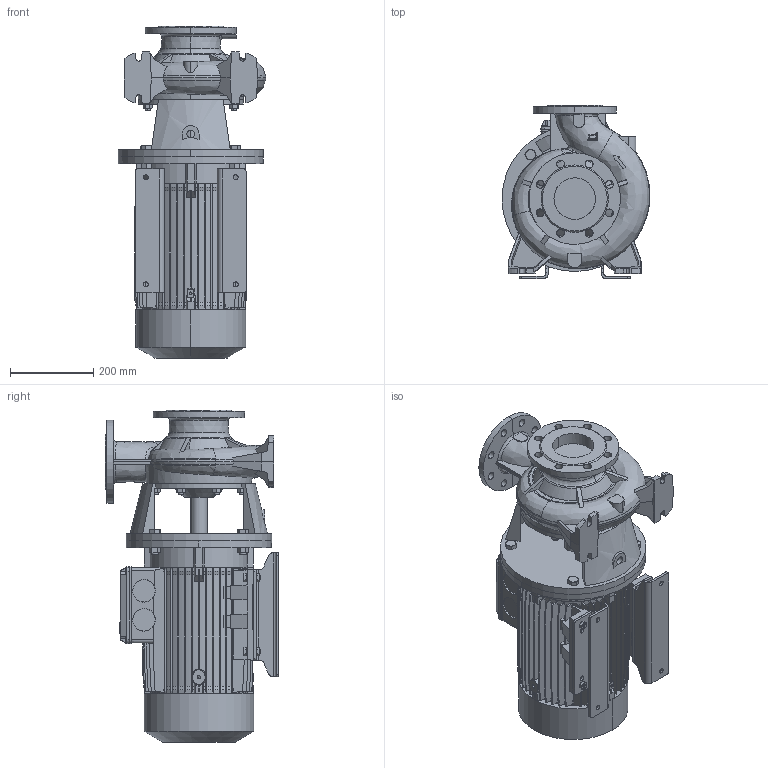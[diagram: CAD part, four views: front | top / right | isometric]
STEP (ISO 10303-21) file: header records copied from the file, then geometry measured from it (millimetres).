
FILE_DESCRIPTION (( 'STEP AP214' ), '1' );
FILE_NAME ('4.93.603.45swa01.step', '2022-12-13T09:53:23', ( '' ), ( '' ), 'SwSTEP 2.0', 'SolidWorks 2020', '' );
FILE_SCHEMA (( 'AUTOMOTIVE_DESIGN' ));
Length unit declared in the file: millimetre
Products named in the file (6): 10008958swp01_132M-R3; Copia di 4_93_603_44_REV00^4.93.603.45swa01; 10008962swa01_M132M; 10007568swp00_M132 B5-De350; 10007670swn00_M32x1.5; 4.93.603.45swa01
Assembly tree (6 placements, depth 3):
  4.93.603.45swa01
    Copia di 4_93_603_44_REV00^4.93.603.45swa01
    10008962swa01_M132M
      10007568swp00_M132 B5-De350
      10008958swp01_132M-R3
      10007670swn00_M32x1.5  x2
Bounding box: 355.96 x 417 x 799 mm (x, y, z)
Volume: 38998946.9 mm3; surface area: 2488554.6 mm2
Topology: 32 solids, 32 shells, 2354 faces, 6218 edges, 4021 vertices
Faces by surface type: plane 1274, cone 467, cylinder 363, bspline 242, torus 8
Entity records: 119569 total; most frequent: CARTESIAN_POINT 65904, ORIENTED_EDGE 12080, DIRECTION 9176, EDGE_CURVE 6040, VERTEX_POINT 3923, VECTOR 3160, LINE 3160, AXIS2_PLACEMENT_3D 3008
